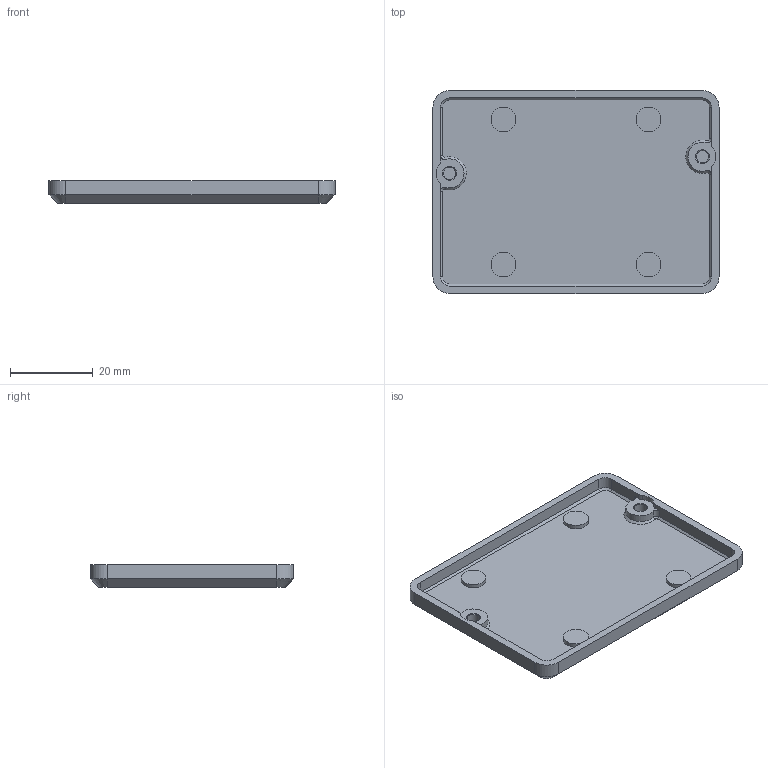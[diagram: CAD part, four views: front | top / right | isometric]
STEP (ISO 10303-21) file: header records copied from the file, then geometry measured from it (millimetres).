
FILE_DESCRIPTION(/* description */ (''),/* implementation_level */ '2;1');
FILE_NAME(/* name */ '',/* time_stamp */ '2023-01-04T11:50:40+08:00',/* author */ (''),/* organization */ (''),/* preprocessor_version */ 'ST-DEVELOPER v19.2',/* originating_system */ 'Autodesk Translation Framework v11.17.0.187',/* authorisation */ '');
FILE_SCHEMA (('AUTOMOTIVE_DESIGN { 1 0 10303 214 3 1 1 }'));
Length unit declared in the file: millimetre
Products named in the file (1): 外壳[下]
Bounding box: 69 x 49 x 5.42 mm (x, y, z)
Volume: 7031.5 mm3; surface area: 8953.3 mm2
Topology: 1 solids, 1 shells, 150 faces, 354 edges, 226 vertices
Faces by surface type: cylinder 66, plane 64, cone 20
Full cylindrical faces by diameter (mm): 3 x6, 6 x4
Entity records: 4370 total; most frequent: DIRECTION 808, CARTESIAN_POINT 731, ORIENTED_EDGE 708, EDGE_CURVE 354, AXIS2_PLACEMENT_3D 303, VERTEX_POINT 226, LINE 202, VECTOR 202
